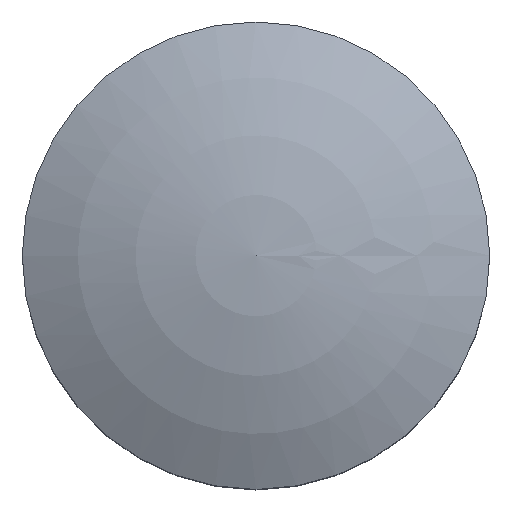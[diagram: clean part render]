
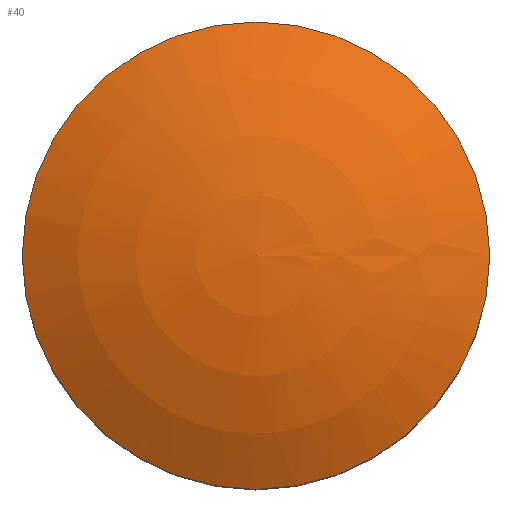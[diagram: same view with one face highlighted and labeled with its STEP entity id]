
A CAD part, top view. The second image highlights one B-rep face of the part: STEP entity #40.
In plain terms, the highlighted spherical face has radius 24 mm.
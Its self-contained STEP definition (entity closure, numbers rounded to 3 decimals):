
#40 = ADVANCED_FACE( '', ( #89 ), #90, .T. );
#89 = FACE_OUTER_BOUND( '', #158, .T. );
#90 = SPHERICAL_SURFACE( '', #159, 24. );
#158 = EDGE_LOOP( '', ( #221 ) );
#159 = AXIS2_PLACEMENT_3D( '', #222, #223, #224 );
#221 = ORIENTED_EDGE( '', *, *, #315, .T. );
#222 = CARTESIAN_POINT( '', ( 0., 0., -6. ) );
#223 = DIRECTION( '', ( 0., 0., 1. ) );
#224 = DIRECTION( '', ( 1., 0., 0. ) );
#315 = EDGE_CURVE( '', #346, #346, #347, .T. );
#346 = VERTEX_POINT( '', #392 );
#347 = CIRCLE( '', #393, 11. );
#392 = CARTESIAN_POINT( '', ( 11., 0., 15.331 ) );
#393 = AXIS2_PLACEMENT_3D( '', #437, #438, #439 );
#437 = CARTESIAN_POINT( '', ( 0., 0., 15.331 ) );
#438 = DIRECTION( '', ( 0., 0., 1. ) );
#439 = DIRECTION( '', ( 1., 0., 0. ) );
